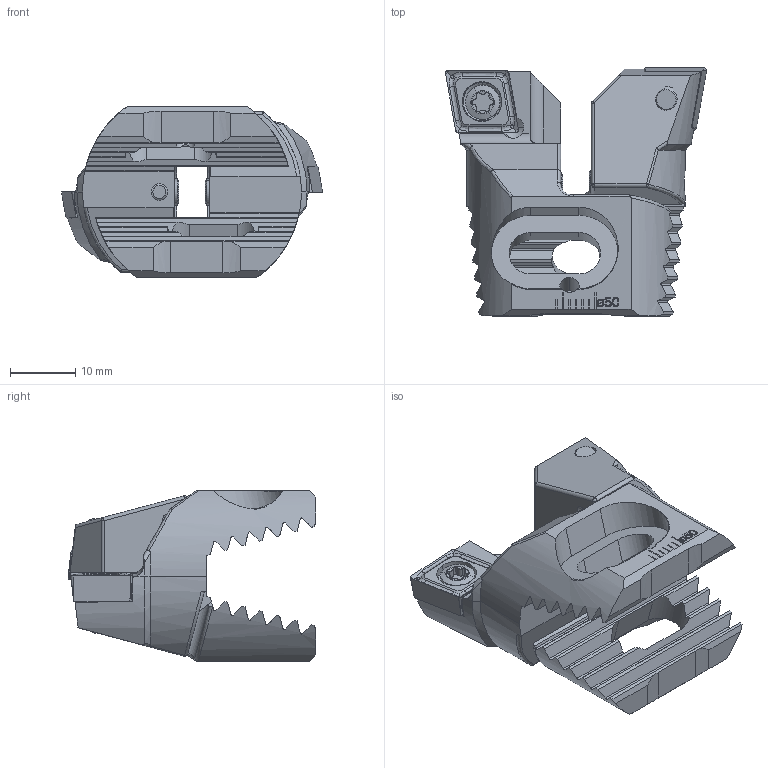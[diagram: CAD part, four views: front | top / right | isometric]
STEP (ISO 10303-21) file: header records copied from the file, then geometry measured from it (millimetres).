
FILE_DESCRIPTION (( 'STEP AP203' ), '1' );
FILE_NAME ('D74.032.040.009.STEP', '2018-02-28T13:58:45', ( 'SWIAdmin' ), ( 'Hewlett-Packard Company' ), 'SwSTEP 2.0', 'SolidWorks 2017', '' );
FILE_SCHEMA (( 'CONFIG_CONTROL_DESIGN' ));
Length unit declared in the file: millimetre
Products named in the file (7): ZC3-xxx.001.021_A; Z32-ER3.001.013_A; ZC3-xxx.001.021_A_versetzt Combi; ISO 4028 - M3 x 5_M3x8; D74.032.040.009; WCB-ER2.001.009_A; CCMT09T304
Assembly tree (9 placements, depth 2):
  D74.032.040.009
    WCB-ER2.001.009_A  x2
    CCMT09T304  x2
    ZC3-xxx.001.021_A
    Z32-ER3.001.013_A  x2
    ZC3-xxx.001.021_A_versetzt Combi
    ISO 4028 - M3 x 5_M3x8
Bounding box: 40 x 38 x 26.2 mm (x, y, z)
Volume: 11850.4 mm3; surface area: 8289.7 mm2
Topology: 9 solids, 9 shells, 683 faces, 1805 edges, 1127 vertices
Faces by surface type: plane 326, cylinder 143, bspline 102, cone 82, torus 16, sphere 14
Entity records: 22416 total; most frequent: CARTESIAN_POINT 8799, ORIENTED_EDGE 3026, DIRECTION 2202, EDGE_CURVE 1513, VERTEX_POINT 966, VECTOR 786, LINE 786, AXIS2_PLACEMENT_3D 708
